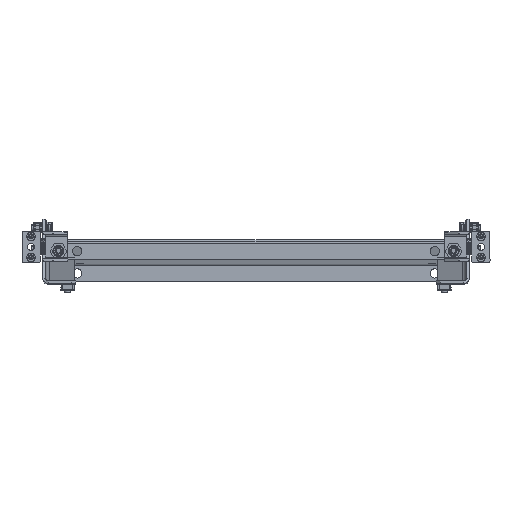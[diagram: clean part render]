
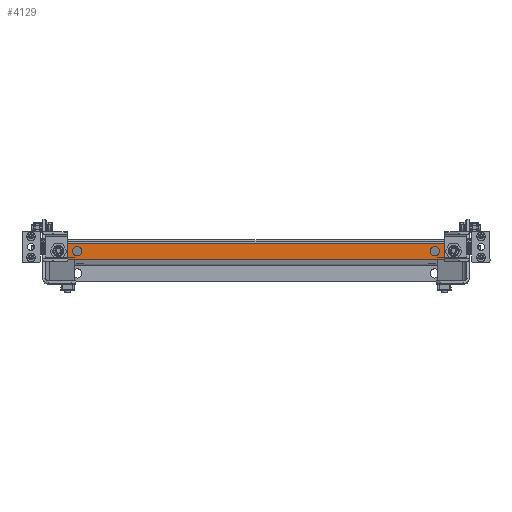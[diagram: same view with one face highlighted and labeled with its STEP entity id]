
A CAD part, front view. The second image highlights one B-rep face of the part: STEP entity #4129.
In plain terms, the highlighted face is planar.
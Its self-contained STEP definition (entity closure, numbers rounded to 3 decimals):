
#76 = DIRECTION ( 'NONE',  ( 0., 0., -1. ) ) ;
#85 = DIRECTION ( 'NONE',  ( 0., -1., 0. ) ) ;
#129 = FACE_BOUND ( 'NONE', #8881, .T. ) ;
#168 = VERTEX_POINT ( 'NONE', #2040 ) ;
#379 = CARTESIAN_POINT ( 'NONE',  ( -242.146, -748., -21. ) ) ;
#647 = CARTESIAN_POINT ( 'NONE',  ( 212.5, -748., -17. ) ) ;
#684 = EDGE_CURVE ( 'NONE', #11230, #2182, #2022, .T. ) ;
#1196 = DIRECTION ( 'NONE',  ( 0., 0., 1. ) ) ;
#1231 = VECTOR ( 'NONE', #3660, 1000. ) ;
#1334 = EDGE_CURVE ( 'NONE', #20471, #12567, #17948, .T. ) ;
#1459 = VECTOR ( 'NONE', #12578, 1000. ) ;
#1474 = LINE ( 'NONE', #19710, #17675 ) ;
#1638 = CARTESIAN_POINT ( 'NONE',  ( -235., -748., -11.5 ) ) ;
#1904 = CARTESIAN_POINT ( 'NONE',  ( 247.146, -748., 0. ) ) ;
#1956 = VECTOR ( 'NONE', #14698, 1000. ) ;
#1968 = EDGE_CURVE ( 'NONE', #6687, #9018, #15690, .T. ) ;
#2022 = CIRCLE ( 'NONE', #17425, 5.5 ) ;
#2040 = CARTESIAN_POINT ( 'NONE',  ( -247.146, -748., -16. ) ) ;
#2182 = VERTEX_POINT ( 'NONE', #647 ) ;
#2219 = CARTESIAN_POINT ( 'NONE',  ( 235., -748., -11.5 ) ) ;
#2232 = DIRECTION ( 'NONE',  ( 0., 0., -1. ) ) ;
#2668 = EDGE_CURVE ( 'NONE', #16790, #12335, #5791, .T. ) ;
#2753 = ORIENTED_EDGE ( 'NONE', *, *, #684, .T. ) ;
#2756 = CARTESIAN_POINT ( 'NONE',  ( 242.146, -748., -16. ) ) ;
#2857 = DIRECTION ( 'NONE',  ( 0., -1., 0. ) ) ;
#2889 = CIRCLE ( 'NONE', #20657, 5.5 ) ;
#2925 = ORIENTED_EDGE ( 'NONE', *, *, #1334, .F. ) ;
#3278 = CARTESIAN_POINT ( 'NONE',  ( -212.5, -748., -11.5 ) ) ;
#3410 = DIRECTION ( 'NONE',  ( 0., 0., -1. ) ) ;
#3487 = LINE ( 'NONE', #1904, #1956 ) ;
#3495 = EDGE_CURVE ( 'NONE', #12242, #7252, #5240, .T. ) ;
#3660 = DIRECTION ( 'NONE',  ( 1., 0., 0. ) ) ;
#3747 = CARTESIAN_POINT ( 'NONE',  ( 212.5, -748., -11.5 ) ) ;
#3761 = CARTESIAN_POINT ( 'NONE',  ( -242.146, -748., -16. ) ) ;
#3902 = CIRCLE ( 'NONE', #13221, 5.5 ) ;
#4129 = ADVANCED_FACE ( 'NONE', ( #129, #12557, #13050, #14790, #6972 ), #17645, .F. ) ;
#4152 = CARTESIAN_POINT ( 'NONE',  ( -212.5, -748., -11.5 ) ) ;
#4660 = DIRECTION ( 'NONE',  ( 0., -1., 0. ) ) ;
#5133 = CARTESIAN_POINT ( 'NONE',  ( 235., -748., -11.5 ) ) ;
#5240 = CIRCLE ( 'NONE', #6101, 5.5 ) ;
#5385 = DIRECTION ( 'NONE',  ( 0., 0., -1. ) ) ;
#5397 = DIRECTION ( 'NONE',  ( 0., -1., 0. ) ) ;
#5442 = CARTESIAN_POINT ( 'NONE',  ( 249.5, -748., -2. ) ) ;
#5691 = EDGE_CURVE ( 'NONE', #168, #16790, #14988, .T. ) ;
#5767 = ORIENTED_EDGE ( 'NONE', *, *, #11400, .F. ) ;
#5778 = DIRECTION ( 'NONE',  ( 0., -1., 0. ) ) ;
#5791 = LINE ( 'NONE', #15914, #1459 ) ;
#6082 = AXIS2_PLACEMENT_3D ( 'NONE', #2756, #4660, #1196 ) ;
#6101 = AXIS2_PLACEMENT_3D ( 'NONE', #2219, #18281, #18580 ) ;
#6347 = DIRECTION ( 'NONE',  ( 0., 1., 0. ) ) ;
#6553 = VERTEX_POINT ( 'NONE', #8105 ) ;
#6628 = CARTESIAN_POINT ( 'NONE',  ( -235., -748., -17. ) ) ;
#6687 = VERTEX_POINT ( 'NONE', #16603 ) ;
#6881 = DIRECTION ( 'NONE',  ( 0., 0., 1. ) ) ;
#6972 = FACE_OUTER_BOUND ( 'NONE', #15816, .T. ) ;
#7156 = AXIS2_PLACEMENT_3D ( 'NONE', #18800, #2857, #14031 ) ;
#7213 = ORIENTED_EDGE ( 'NONE', *, *, #10400, .F. ) ;
#7252 = VERTEX_POINT ( 'NONE', #15433 ) ;
#7390 = CARTESIAN_POINT ( 'NONE',  ( 235., -748., -17. ) ) ;
#7537 = AXIS2_PLACEMENT_3D ( 'NONE', #4152, #5778, #18868 ) ;
#8020 = DIRECTION ( 'NONE',  ( 0., 0., 1. ) ) ;
#8105 = CARTESIAN_POINT ( 'NONE',  ( 247.146, -748., -16. ) ) ;
#8552 = DIRECTION ( 'NONE',  ( 0., 0., -1. ) ) ;
#8657 = EDGE_LOOP ( 'NONE', ( #20893, #2753 ) ) ;
#8881 = EDGE_LOOP ( 'NONE', ( #10978, #9474 ) ) ;
#9018 = VERTEX_POINT ( 'NONE', #14769 ) ;
#9474 = ORIENTED_EDGE ( 'NONE', *, *, #16680, .T. ) ;
#9839 = DIRECTION ( 'NONE',  ( 0., 0., -1. ) ) ;
#9975 = CARTESIAN_POINT ( 'NONE',  ( 247.146, -748., -2. ) ) ;
#10400 = EDGE_CURVE ( 'NONE', #9018, #6687, #11178, .T. ) ;
#10864 = AXIS2_PLACEMENT_3D ( 'NONE', #3761, #5397, #6881 ) ;
#10978 = ORIENTED_EDGE ( 'NONE', *, *, #3495, .T. ) ;
#11178 = CIRCLE ( 'NONE', #7537, 5.5 ) ;
#11230 = VERTEX_POINT ( 'NONE', #18940 ) ;
#11382 = ORIENTED_EDGE ( 'NONE', *, *, #18645, .T. ) ;
#11400 = EDGE_CURVE ( 'NONE', #12567, #20471, #2889, .T. ) ;
#12242 = VERTEX_POINT ( 'NONE', #7390 ) ;
#12335 = VERTEX_POINT ( 'NONE', #19350 ) ;
#12557 = FACE_BOUND ( 'NONE', #8657, .T. ) ;
#12567 = VERTEX_POINT ( 'NONE', #14193 ) ;
#12578 = DIRECTION ( 'NONE',  ( 1., 0., 0. ) ) ;
#12611 = CARTESIAN_POINT ( 'NONE',  ( -247.146, -748., -2. ) ) ;
#12910 = EDGE_CURVE ( 'NONE', #13332, #15559, #19489, .T. ) ;
#12956 = DIRECTION ( 'NONE',  ( 0., -1., 0. ) ) ;
#13050 = FACE_BOUND ( 'NONE', #14932, .T. ) ;
#13221 = AXIS2_PLACEMENT_3D ( 'NONE', #5133, #17861, #9839 ) ;
#13332 = VERTEX_POINT ( 'NONE', #12611 ) ;
#13995 = EDGE_CURVE ( 'NONE', #13332, #168, #1474, .T. ) ;
#14031 = DIRECTION ( 'NONE',  ( 0., 0., -1. ) ) ;
#14193 = CARTESIAN_POINT ( 'NONE',  ( -235., -748., -6. ) ) ;
#14371 = EDGE_CURVE ( 'NONE', #15559, #6553, #3487, .T. ) ;
#14438 = CARTESIAN_POINT ( 'NONE',  ( -249.5, -748., 0. ) ) ;
#14503 = CIRCLE ( 'NONE', #6082, 5. ) ;
#14574 = AXIS2_PLACEMENT_3D ( 'NONE', #3278, #85, #3410 ) ;
#14593 = EDGE_CURVE ( 'NONE', #2182, #11230, #19959, .T. ) ;
#14698 = DIRECTION ( 'NONE',  ( 0., 0., -1. ) ) ;
#14769 = CARTESIAN_POINT ( 'NONE',  ( -212.5, -748., -6. ) ) ;
#14790 = FACE_BOUND ( 'NONE', #20044, .T. ) ;
#14932 = EDGE_LOOP ( 'NONE', ( #2925, #5767 ) ) ;
#14988 = CIRCLE ( 'NONE', #10864, 5. ) ;
#15056 = DIRECTION ( 'NONE',  ( 0., 1., 0. ) ) ;
#15170 = DIRECTION ( 'NONE',  ( 0., 1., 0. ) ) ;
#15433 = CARTESIAN_POINT ( 'NONE',  ( 235., -748., -6. ) ) ;
#15559 = VERTEX_POINT ( 'NONE', #9975 ) ;
#15690 = CIRCLE ( 'NONE', #14574, 5.5 ) ;
#15816 = EDGE_LOOP ( 'NONE', ( #20776, #11382, #20754, #18473, #20722, #16761 ) ) ;
#15914 = CARTESIAN_POINT ( 'NONE',  ( -249.5, -748., -21. ) ) ;
#16603 = CARTESIAN_POINT ( 'NONE',  ( -212.5, -748., -17. ) ) ;
#16680 = EDGE_CURVE ( 'NONE', #7252, #12242, #3902, .T. ) ;
#16761 = ORIENTED_EDGE ( 'NONE', *, *, #5691, .T. ) ;
#16790 = VERTEX_POINT ( 'NONE', #379 ) ;
#17425 = AXIS2_PLACEMENT_3D ( 'NONE', #20372, #15170, #2232 ) ;
#17645 = PLANE ( 'NONE',  #19397 ) ;
#17675 = VECTOR ( 'NONE', #8552, 1000. ) ;
#17861 = DIRECTION ( 'NONE',  ( 0., 1., 0. ) ) ;
#17948 = CIRCLE ( 'NONE', #7156, 5.5 ) ;
#18281 = DIRECTION ( 'NONE',  ( 0., 1., 0. ) ) ;
#18473 = ORIENTED_EDGE ( 'NONE', *, *, #12910, .F. ) ;
#18580 = DIRECTION ( 'NONE',  ( 0., 0., -1. ) ) ;
#18627 = ORIENTED_EDGE ( 'NONE', *, *, #1968, .F. ) ;
#18645 = EDGE_CURVE ( 'NONE', #12335, #6553, #14503, .T. ) ;
#18800 = CARTESIAN_POINT ( 'NONE',  ( -235., -748., -11.5 ) ) ;
#18868 = DIRECTION ( 'NONE',  ( 0., 0., -1. ) ) ;
#18940 = CARTESIAN_POINT ( 'NONE',  ( 212.5, -748., -6. ) ) ;
#19350 = CARTESIAN_POINT ( 'NONE',  ( 242.146, -748., -21. ) ) ;
#19397 = AXIS2_PLACEMENT_3D ( 'NONE', #14438, #6347, #8020 ) ;
#19489 = LINE ( 'NONE', #5442, #1231 ) ;
#19710 = CARTESIAN_POINT ( 'NONE',  ( -247.146, -748., 0. ) ) ;
#19889 = AXIS2_PLACEMENT_3D ( 'NONE', #3747, #15056, #5385 ) ;
#19959 = CIRCLE ( 'NONE', #19889, 5.5 ) ;
#20044 = EDGE_LOOP ( 'NONE', ( #18627, #7213 ) ) ;
#20372 = CARTESIAN_POINT ( 'NONE',  ( 212.5, -748., -11.5 ) ) ;
#20471 = VERTEX_POINT ( 'NONE', #6628 ) ;
#20657 = AXIS2_PLACEMENT_3D ( 'NONE', #1638, #12956, #76 ) ;
#20722 = ORIENTED_EDGE ( 'NONE', *, *, #13995, .T. ) ;
#20754 = ORIENTED_EDGE ( 'NONE', *, *, #14371, .F. ) ;
#20776 = ORIENTED_EDGE ( 'NONE', *, *, #2668, .T. ) ;
#20893 = ORIENTED_EDGE ( 'NONE', *, *, #14593, .T. ) ;
